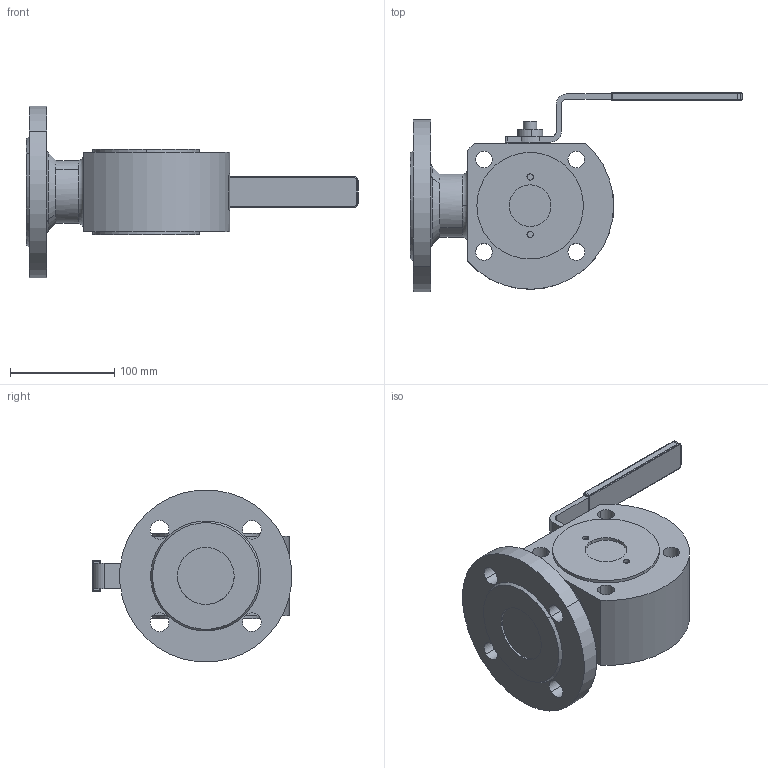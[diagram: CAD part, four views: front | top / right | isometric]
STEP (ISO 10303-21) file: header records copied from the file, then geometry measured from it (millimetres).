
FILE_DESCRIPTION(('STEP AP214'),'1');
FILE_NAME('valve_mw19-3-50.stp','2017-08-08T10:13:40',('TraceParts'),('TraceParts S.A.'),'Spatial InterOp 3D',' ',' ');
FILE_SCHEMA(('automotive_design'));
Length unit declared in the file: millimetre
Products named in the file (1): valve_mw19-3-50
Bounding box: 317.88 x 190.71 x 164.37 mm (x, y, z)
Volume: 1813421.6 mm3; surface area: 160171.1 mm2
Topology: 1 solids, 2 shells, 365 faces, 958 edges, 625 vertices
Faces by surface type: plane 204, cylinder 109, cone 22, torus 14, bspline 12, sphere 4
Entity records: 14528 total; most frequent: CARTESIAN_POINT 2521, ORIENTED_EDGE 1900, DIRECTION 1844, EDGE_CURVE 950, LINE 628, VECTOR 628, VERTEX_POINT 625, AXIS2_PLACEMENT_3D 608
